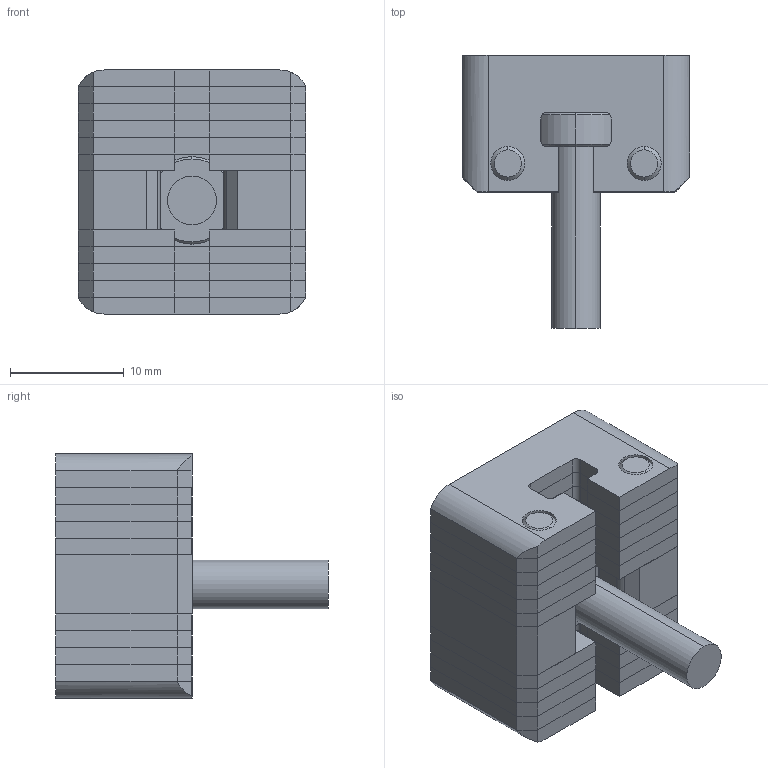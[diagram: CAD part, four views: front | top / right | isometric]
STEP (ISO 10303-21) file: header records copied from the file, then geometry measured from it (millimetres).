
FILE_DESCRIPTION (( 'STEP AP203' ), '1' );
FILE_NAME ('b36d.STEP', '2023-01-11T08:39:22', ( '' ), ( '' ), 'SwSTEP 2.0', 'SolidWorks 2019', '' );
FILE_SCHEMA (( 'CONFIG_CONTROL_DESIGN' ));
Length unit declared in the file: millimetre
Products named in the file (6): Lamela_Radius 93ddfa7b422719ef169af96a50ec7f13; b36d; Lamela 93ddfa7b422719ef169af96a50ec7f13; Lamellar_Gas_Vent_ISGL20C 93ddfa7b422719ef169af96a50ec7f13; Pin_20 93ddfa7b422719ef169af96a50ec7f13; Bolt 93ddfa7b422719ef169af96a50ec7f13
Assembly tree (13 placements, depth 2):
  b36d
    Lamellar_Gas_Vent_ISGL20C 93ddfa7b422719ef169af96a50ec7f13
    Bolt 93ddfa7b422719ef169af96a50ec7f13
    Lamela_Radius 93ddfa7b422719ef169af96a50ec7f13  x2
    Lamela 93ddfa7b422719ef169af96a50ec7f13  x7
    Pin_20 93ddfa7b422719ef169af96a50ec7f13  x2
Bounding box: 20 x 24 x 21.48 mm (x, y, z)
Volume: 4668.4 mm3; surface area: 7529 mm2
Topology: 15 solids, 15 shells, 318 faces, 849 edges, 562 vertices
Faces by surface type: plane 195, cylinder 111, cone 12
Entity records: 4539 total; most frequent: DIRECTION 667, CARTESIAN_POINT 649, ORIENTED_EDGE 614, EDGE_CURVE 307, AXIS2_PLACEMENT_3D 228, LINE 211, VECTOR 211, VERTEX_POINT 202
